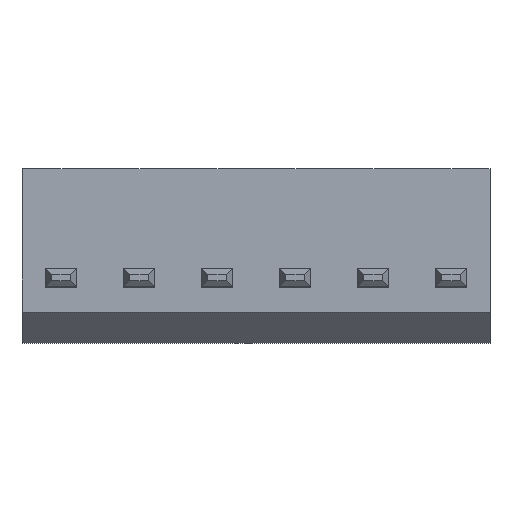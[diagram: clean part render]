
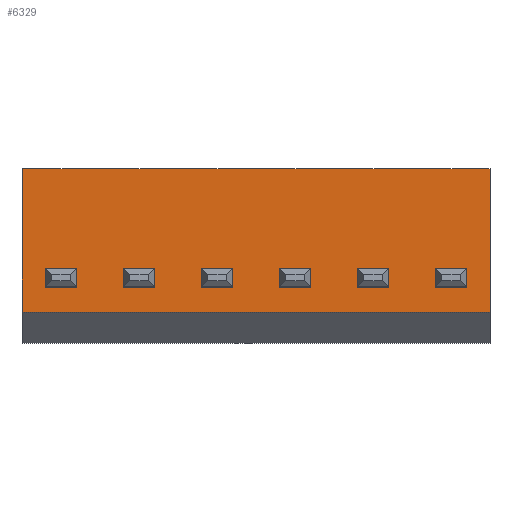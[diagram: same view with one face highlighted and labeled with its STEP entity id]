
A CAD part, top view. The second image highlights one B-rep face of the part: STEP entity #6329.
In plain terms, the highlighted planar face has unit normal (0, 0, 1).
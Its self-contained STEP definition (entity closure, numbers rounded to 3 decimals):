
#6329 = ADVANCED_FACE('',(#6330),#6344,.T.);
#6330 = FACE_BOUND('',#6331,.T.);
#6331 = EDGE_LOOP('',(#6332,#6367,#6395,#6423));
#6332 = ORIENTED_EDGE('',*,*,#6333,.T.);
#6333 = EDGE_CURVE('',#6334,#6336,#6338,.T.);
#6334 = VERTEX_POINT('',#6335);
#6335 = CARTESIAN_POINT('',(-1.25,-1.1,3.2));
#6336 = VERTEX_POINT('',#6337);
#6337 = CARTESIAN_POINT('',(13.75,-1.1,3.2));
#6338 = SURFACE_CURVE('',#6339,(#6343,#6355),.PCURVE_S1.);
#6339 = LINE('',#6340,#6341);
#6340 = CARTESIAN_POINT('',(-1.25,-1.1,3.2));
#6341 = VECTOR('',#6342,1.);
#6342 = DIRECTION('',(1.,0.,0.));
#6343 = PCURVE('',#6344,#6349);
#6344 = PLANE('',#6345);
#6345 = AXIS2_PLACEMENT_3D('',#6346,#6347,#6348);
#6346 = CARTESIAN_POINT('',(-1.25,-1.1,3.2));
#6347 = DIRECTION('',(0.,0.,1.));
#6348 = DIRECTION('',(0.,1.,0.));
#6349 = DEFINITIONAL_REPRESENTATION('',(#6350),#6354);
#6350 = LINE('',#6351,#6352);
#6351 = CARTESIAN_POINT('',(0.,0.));
#6352 = VECTOR('',#6353,1.);
#6353 = DIRECTION('',(0.,-1.));
#6354 = ( GEOMETRIC_REPRESENTATION_CONTEXT(2) 
PARAMETRIC_REPRESENTATION_CONTEXT() REPRESENTATION_CONTEXT('2D SPACE',''
  ) );
#6355 = PCURVE('',#6356,#6361);
#6356 = PLANE('',#6357);
#6357 = AXIS2_PLACEMENT_3D('',#6358,#6359,#6360);
#6358 = CARTESIAN_POINT('',(-1.25,-1.1,3.2));
#6359 = DIRECTION('',(0.,0.707,-0.707));
#6360 = DIRECTION('',(0.,-0.707,-0.707));
#6361 = DEFINITIONAL_REPRESENTATION('',(#6362),#6366);
#6362 = LINE('',#6363,#6364);
#6363 = CARTESIAN_POINT('',(0.,0.));
#6364 = VECTOR('',#6365,1.);
#6365 = DIRECTION('',(0.,-1.));
#6366 = ( GEOMETRIC_REPRESENTATION_CONTEXT(2) 
PARAMETRIC_REPRESENTATION_CONTEXT() REPRESENTATION_CONTEXT('2D SPACE',''
  ) );
#6367 = ORIENTED_EDGE('',*,*,#6368,.T.);
#6368 = EDGE_CURVE('',#6336,#6369,#6371,.T.);
#6369 = VERTEX_POINT('',#6370);
#6370 = CARTESIAN_POINT('',(13.75,3.5,3.2));
#6371 = SURFACE_CURVE('',#6372,(#6376,#6383),.PCURVE_S1.);
#6372 = LINE('',#6373,#6374);
#6373 = CARTESIAN_POINT('',(13.75,-1.1,3.2));
#6374 = VECTOR('',#6375,1.);
#6375 = DIRECTION('',(0.,1.,0.));
#6376 = PCURVE('',#6344,#6377);
#6377 = DEFINITIONAL_REPRESENTATION('',(#6378),#6382);
#6378 = LINE('',#6379,#6380);
#6379 = CARTESIAN_POINT('',(0.,-15.));
#6380 = VECTOR('',#6381,1.);
#6381 = DIRECTION('',(1.,0.));
#6382 = ( GEOMETRIC_REPRESENTATION_CONTEXT(2) 
PARAMETRIC_REPRESENTATION_CONTEXT() REPRESENTATION_CONTEXT('2D SPACE',''
  ) );
#6383 = PCURVE('',#6384,#6389);
#6384 = PLANE('',#6385);
#6385 = AXIS2_PLACEMENT_3D('',#6386,#6387,#6388);
#6386 = CARTESIAN_POINT('',(13.75,0.951,1.622));
#6387 = DIRECTION('',(1.,0.,0.));
#6388 = DIRECTION('',(0.,0.,1.));
#6389 = DEFINITIONAL_REPRESENTATION('',(#6390),#6394);
#6390 = LINE('',#6391,#6392);
#6391 = CARTESIAN_POINT('',(1.578,2.051));
#6392 = VECTOR('',#6393,1.);
#6393 = DIRECTION('',(0.,-1.));
#6394 = ( GEOMETRIC_REPRESENTATION_CONTEXT(2) 
PARAMETRIC_REPRESENTATION_CONTEXT() REPRESENTATION_CONTEXT('2D SPACE',''
  ) );
#6395 = ORIENTED_EDGE('',*,*,#6396,.F.);
#6396 = EDGE_CURVE('',#6397,#6369,#6399,.T.);
#6397 = VERTEX_POINT('',#6398);
#6398 = CARTESIAN_POINT('',(-1.25,3.5,3.2));
#6399 = SURFACE_CURVE('',#6400,(#6404,#6411),.PCURVE_S1.);
#6400 = LINE('',#6401,#6402);
#6401 = CARTESIAN_POINT('',(-1.25,3.5,3.2));
#6402 = VECTOR('',#6403,1.);
#6403 = DIRECTION('',(1.,0.,0.));
#6404 = PCURVE('',#6344,#6405);
#6405 = DEFINITIONAL_REPRESENTATION('',(#6406),#6410);
#6406 = LINE('',#6407,#6408);
#6407 = CARTESIAN_POINT('',(4.6,0.));
#6408 = VECTOR('',#6409,1.);
#6409 = DIRECTION('',(0.,-1.));
#6410 = ( GEOMETRIC_REPRESENTATION_CONTEXT(2) 
PARAMETRIC_REPRESENTATION_CONTEXT() REPRESENTATION_CONTEXT('2D SPACE',''
  ) );
#6411 = PCURVE('',#6412,#6417);
#6412 = PLANE('',#6413);
#6413 = AXIS2_PLACEMENT_3D('',#6414,#6415,#6416);
#6414 = CARTESIAN_POINT('',(-1.25,3.5,3.2));
#6415 = DIRECTION('',(0.,1.,0.));
#6416 = DIRECTION('',(0.,0.,-1.));
#6417 = DEFINITIONAL_REPRESENTATION('',(#6418),#6422);
#6418 = LINE('',#6419,#6420);
#6419 = CARTESIAN_POINT('',(0.,0.));
#6420 = VECTOR('',#6421,1.);
#6421 = DIRECTION('',(0.,-1.));
#6422 = ( GEOMETRIC_REPRESENTATION_CONTEXT(2) 
PARAMETRIC_REPRESENTATION_CONTEXT() REPRESENTATION_CONTEXT('2D SPACE',''
  ) );
#6423 = ORIENTED_EDGE('',*,*,#6424,.F.);
#6424 = EDGE_CURVE('',#6334,#6397,#6425,.T.);
#6425 = SURFACE_CURVE('',#6426,(#6430,#6437),.PCURVE_S1.);
#6426 = LINE('',#6427,#6428);
#6427 = CARTESIAN_POINT('',(-1.25,-1.1,3.2));
#6428 = VECTOR('',#6429,1.);
#6429 = DIRECTION('',(0.,1.,0.));
#6430 = PCURVE('',#6344,#6431);
#6431 = DEFINITIONAL_REPRESENTATION('',(#6432),#6436);
#6432 = LINE('',#6433,#6434);
#6433 = CARTESIAN_POINT('',(0.,0.));
#6434 = VECTOR('',#6435,1.);
#6435 = DIRECTION('',(1.,0.));
#6436 = ( GEOMETRIC_REPRESENTATION_CONTEXT(2) 
PARAMETRIC_REPRESENTATION_CONTEXT() REPRESENTATION_CONTEXT('2D SPACE',''
  ) );
#6437 = PCURVE('',#6438,#6443);
#6438 = PLANE('',#6439);
#6439 = AXIS2_PLACEMENT_3D('',#6440,#6441,#6442);
#6440 = CARTESIAN_POINT('',(-1.25,0.951,1.622));
#6441 = DIRECTION('',(1.,0.,0.));
#6442 = DIRECTION('',(0.,0.,1.));
#6443 = DEFINITIONAL_REPRESENTATION('',(#6444),#6448);
#6444 = LINE('',#6445,#6446);
#6445 = CARTESIAN_POINT('',(1.578,2.051));
#6446 = VECTOR('',#6447,1.);
#6447 = DIRECTION('',(0.,-1.));
#6448 = ( GEOMETRIC_REPRESENTATION_CONTEXT(2) 
PARAMETRIC_REPRESENTATION_CONTEXT() REPRESENTATION_CONTEXT('2D SPACE',''
  ) );
